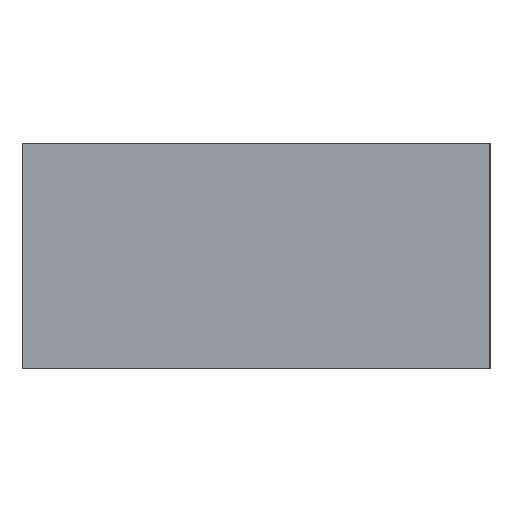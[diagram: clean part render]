
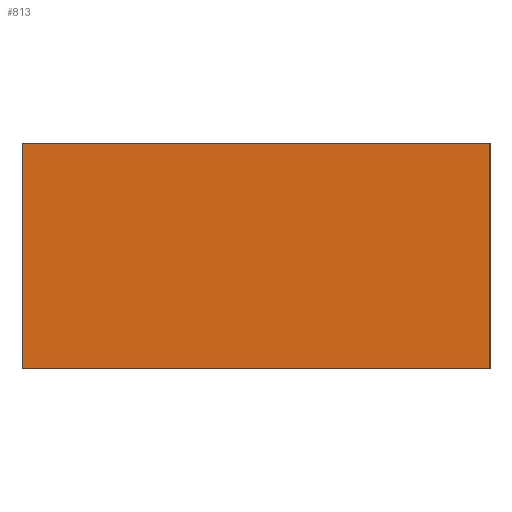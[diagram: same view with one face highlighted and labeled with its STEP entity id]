
A CAD part, left-side view. The second image highlights one B-rep face of the part: STEP entity #813.
In plain terms, the highlighted planar face has unit normal (-1, 0, 0).
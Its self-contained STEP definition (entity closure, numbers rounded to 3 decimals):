
#679=CARTESIAN_POINT('',(-1.1,-0.725,0.0));
#678=VERTEX_POINT('',#679);
#697=CARTESIAN_POINT('',(-1.1,-0.725,0.7));
#696=VERTEX_POINT('',#697);
#705=EDGE_CURVE('',#678,#696,#710,.T.);
#710=LINE('',#679,#712);
#712=VECTOR('',#713,0.7);
#713=DIRECTION('',(0.0,0.0,1.0));
#775=CARTESIAN_POINT('',(-1.1,0.725,0.0));
#774=VERTEX_POINT('',#775);
#785=CARTESIAN_POINT('',(-1.1,0.725,0.7));
#784=VERTEX_POINT('',#785);
#783=EDGE_CURVE('',#784,#774,#788,.T.);
#788=LINE('',#785,#790);
#790=VECTOR('',#791,0.7);
#791=DIRECTION('',(0.0,0.0,-1.0));
#813=ADVANCED_FACE('',(#819),#814,.T.);
#814=PLANE('',#815);
#815=AXIS2_PLACEMENT_3D('',#816,#817,#818);
#816=CARTESIAN_POINT('',(-1.1,0.725,0.0));
#817=DIRECTION('',(-1.0,0.0,0.0));
#818=DIRECTION('',(0.,0.,1.));
#819=FACE_OUTER_BOUND('',#820,.T.);
#820=EDGE_LOOP('',(#821,#831,#841,#851));
#822=EDGE_CURVE('',#678,#774,#827,.T.);
#827=LINE('',#679,#829);
#829=VECTOR('',#830,1.45);
#830=DIRECTION('',(0.0,1.0,0.0));
#821=ORIENTED_EDGE('',*,*,#822,.F.);
#831=ORIENTED_EDGE('',*,*,#705,.T.);
#842=EDGE_CURVE('',#784,#696,#847,.T.);
#847=LINE('',#785,#849);
#849=VECTOR('',#850,1.45);
#850=DIRECTION('',(0.0,-1.0,0.0));
#841=ORIENTED_EDGE('',*,*,#842,.F.);
#851=ORIENTED_EDGE('',*,*,#783,.T.);
